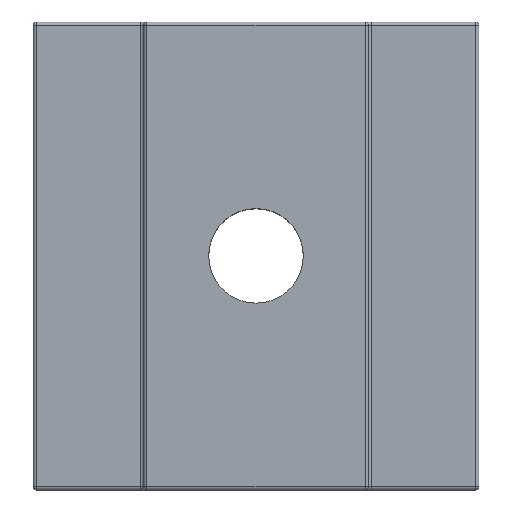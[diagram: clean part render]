
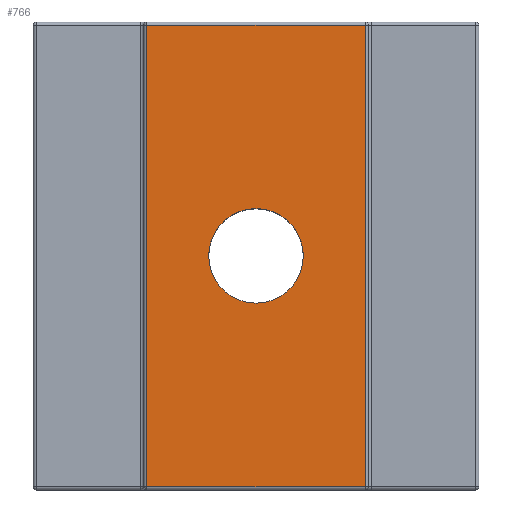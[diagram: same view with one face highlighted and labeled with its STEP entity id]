
A CAD part, top view. The second image highlights one B-rep face of the part: STEP entity #766.
In plain terms, the highlighted planar face has unit normal (0, 0, 1).
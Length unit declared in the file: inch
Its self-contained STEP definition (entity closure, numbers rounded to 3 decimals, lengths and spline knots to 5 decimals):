
#47=FACE_BOUND('',#287,.T.);
#52=PLANE('',#889);
#78=LINE('',#1299,#126);
#98=LINE('',#1382,#146);
#100=LINE('',#1385,#148);
#102=LINE('',#1388,#150);
#126=VECTOR('',#1021,0.3937);
#146=VECTOR('',#1121,0.3937);
#148=VECTOR('',#1125,0.3937);
#150=VECTOR('',#1129,0.3937);
#235=FACE_OUTER_BOUND('',#286,.T.);
#286=EDGE_LOOP('',(#664,#665,#666,#667));
#287=EDGE_LOOP('',(#668));
#350=CIRCLE('',#890,0.07585);
#373=VERTEX_POINT('',#1273);
#379=VERTEX_POINT('',#1290);
#385=VERTEX_POINT('',#1313);
#391=VERTEX_POINT('',#1330);
#404=VERTEX_POINT('',#1411);
#445=EDGE_CURVE('',#373,#379,#78,.T.);
#488=EDGE_CURVE('',#379,#391,#98,.T.);
#490=EDGE_CURVE('',#391,#385,#100,.T.);
#492=EDGE_CURVE('',#385,#373,#102,.T.);
#506=EDGE_CURVE('',#404,#404,#350,.T.);
#664=ORIENTED_EDGE('',*,*,#445,.F.);
#665=ORIENTED_EDGE('',*,*,#492,.F.);
#666=ORIENTED_EDGE('',*,*,#490,.F.);
#667=ORIENTED_EDGE('',*,*,#488,.F.);
#668=ORIENTED_EDGE('',*,*,#506,.T.);
#766=ADVANCED_FACE('',(#235,#47),#52,.T.);
#889=AXIS2_PLACEMENT_3D('',#1410,#1159,#1160);
#890=AXIS2_PLACEMENT_3D('',#1412,#1161,#1162);
#1021=DIRECTION('',(0.,1.,0.));
#1121=DIRECTION('',(1.,0.,0.));
#1125=DIRECTION('',(0.,-1.,0.));
#1129=DIRECTION('',(-1.,0.,0.));
#1159=DIRECTION('center_axis',(0.,0.,1.));
#1160=DIRECTION('ref_axis',(1.,0.,0.));
#1161=DIRECTION('center_axis',(0.,0.,-1.));
#1162=DIRECTION('ref_axis',(-1.,0.,0.));
#1273=CARTESIAN_POINT('',(-0.175,-0.37,0.25));
#1290=CARTESIAN_POINT('',(-0.175,0.37,0.25));
#1299=CARTESIAN_POINT('',(-0.175,0.1875,0.25));
#1313=CARTESIAN_POINT('',(0.175,-0.37,0.25));
#1330=CARTESIAN_POINT('',(0.175,0.37,0.25));
#1382=CARTESIAN_POINT('',(0.17875,0.37,0.25));
#1385=CARTESIAN_POINT('',(0.175,-0.1875,0.25));
#1388=CARTESIAN_POINT('',(-0.17875,-0.37,0.25));
#1410=CARTESIAN_POINT('Origin',(0.,0.,0.25));
#1411=CARTESIAN_POINT('',(0.07585,0.,0.25));
#1412=CARTESIAN_POINT('Origin',(0.,0.,0.25));
